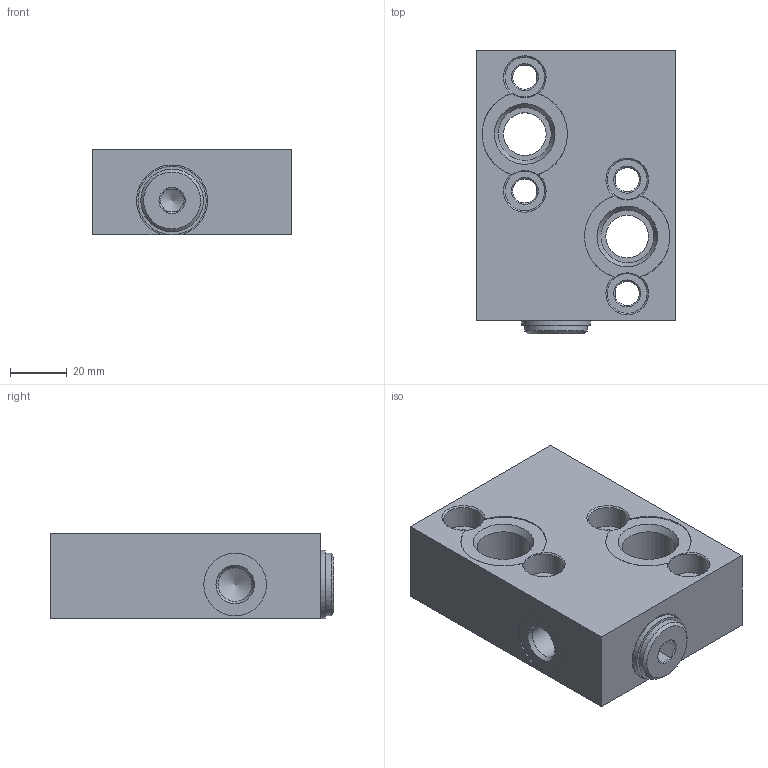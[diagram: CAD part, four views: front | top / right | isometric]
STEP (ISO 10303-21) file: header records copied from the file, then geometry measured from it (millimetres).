
FILE_DESCRIPTION(/* description */ ('Unknown'),/* implementation_level */ '2;1');
FILE_NAME(/* name */ 'V0333',/* time_stamp */ '2020-09-08T15:14:07+02:00',/* author */ ('Unknown'),/* organization */ ('Unknown'),/* preprocessor_version */ 'ST-DEVELOPER v16.7',/* originating_system */ 'DEX',/* authorisation */ $);
FILE_SCHEMA (('AUTOMOTIVE_DESIGN {1 0 10303 214 3 1 1}'));
Length unit declared in the file: millimetre
Products named in the file (1): V0333
Bounding box: 70 x 99.7 x 30 mm (x, y, z)
Volume: 173301.1 mm3; surface area: 31671.4 mm2
Topology: 1 solids, 4 shells, 111 faces, 245 edges, 152 vertices
Faces by surface type: plane 40, cylinder 31, cone 31, torus 9
Full cylindrical faces by diameter (mm): 8 x1, 8.5 x4, 11.8 x2, 14 x4, 14.5 x1, 15 x2, 17.3 x1, 18.631 x2, 20.5 x2, 22 x2, 24 x1, 27 x4
Entity records: 3396 total; most frequent: DIRECTION 479, CARTESIAN_POINT 447, ORIENTED_EDGE 318, AXIS2_PLACEMENT_3D 222, FACE_BOUND 201, EDGE_LOOP 199, EDGE_CURVE 159, VERTEX_POINT 128
